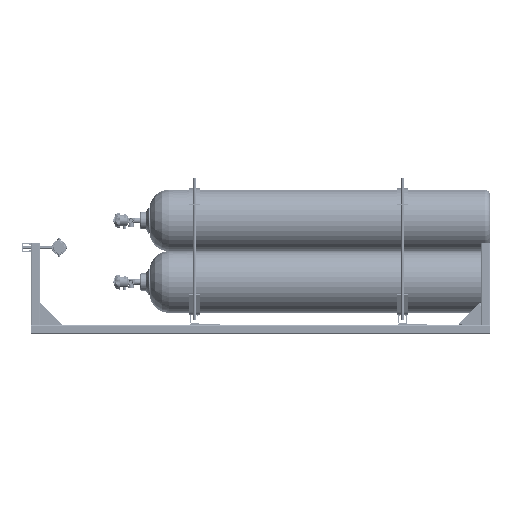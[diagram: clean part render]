
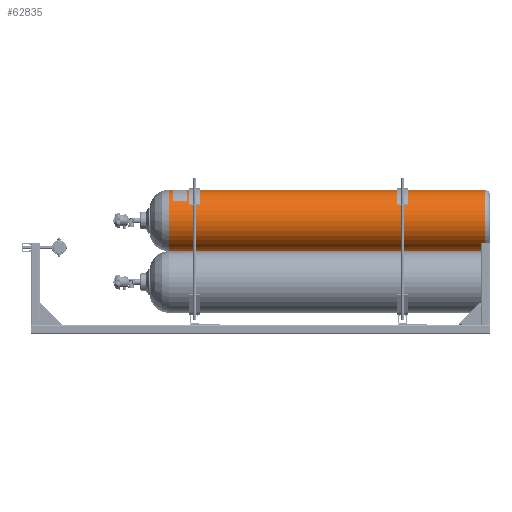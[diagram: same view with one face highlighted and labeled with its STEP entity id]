
A CAD part, left-side view. The second image highlights one B-rep face of the part: STEP entity #62835.
In plain terms, the highlighted cylindrical face has radius 142.85 mm (diameter 285.7 mm), a partial arc.
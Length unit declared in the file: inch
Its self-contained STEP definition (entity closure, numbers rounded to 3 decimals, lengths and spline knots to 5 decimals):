
#2033 = CIRCLE ( 'NONE', #81671, 5.62402 ) ;
#5681 = LINE ( 'NONE', #27264, #81026 ) ;
#7331 = VERTEX_POINT ( 'NONE', #39794 ) ;
#14711 = CARTESIAN_POINT ( 'NONE',  ( 0., -5.29832, 5.62402 ) ) ;
#20128 = VERTEX_POINT ( 'NONE', #14711 ) ;
#20153 = VERTEX_POINT ( 'NONE', #42092 ) ;
#21815 = CARTESIAN_POINT ( 'NONE',  ( 0., -5.29832, 0. ) ) ;
#26525 = AXIS2_PLACEMENT_3D ( 'NONE', #50179, #29540, #58345 ) ;
#27264 = CARTESIAN_POINT ( 'NONE',  ( 0., 0., 5.62402 ) ) ;
#27486 = EDGE_CURVE ( 'NONE', #20128, #20153, #5681, .T. ) ;
#28059 = CIRCLE ( 'NONE', #63264, 5.62402 ) ;
#28108 = CYLINDRICAL_SURFACE ( 'NONE', #26525, 5.62402 ) ;
#28677 = CARTESIAN_POINT ( 'NONE',  ( 0., 0., -5.62402 ) ) ;
#28841 = DIRECTION ( 'NONE',  ( 0., 0., -1. ) ) ;
#29540 = DIRECTION ( 'NONE',  ( 0., -1., 0. ) ) ;
#35257 = DIRECTION ( 'NONE',  ( 0., -1., 0. ) ) ;
#38703 = ORIENTED_EDGE ( 'NONE', *, *, #27486, .F. ) ;
#39794 = CARTESIAN_POINT ( 'NONE',  ( 0., -63., -5.62402 ) ) ;
#39998 = ORIENTED_EDGE ( 'NONE', *, *, #83130, .T. ) ;
#41541 = ORIENTED_EDGE ( 'NONE', *, *, #81247, .T. ) ;
#42092 = CARTESIAN_POINT ( 'NONE',  ( 0., -63., 5.62402 ) ) ;
#45399 = ORIENTED_EDGE ( 'NONE', *, *, #63216, .F. ) ;
#48384 = DIRECTION ( 'NONE',  ( 0., -1., 0. ) ) ;
#48892 = EDGE_LOOP ( 'NONE', ( #38703, #41541, #39998, #45399 ) ) ;
#50179 = CARTESIAN_POINT ( 'NONE',  ( 0., 0., 0. ) ) ;
#50434 = CARTESIAN_POINT ( 'NONE',  ( 0., -63., 0. ) ) ;
#54645 = CARTESIAN_POINT ( 'NONE',  ( 0., -5.29832, -5.62402 ) ) ;
#58345 = DIRECTION ( 'NONE',  ( 0., 0., -1. ) ) ;
#62835 = ADVANCED_FACE ( 'NONE', ( #87530 ), #28108, .T. ) ;
#63216 = EDGE_CURVE ( 'NONE', #20153, #7331, #2033, .T. ) ;
#63264 = AXIS2_PLACEMENT_3D ( 'NONE', #21815, #35257, #81238 ) ;
#68117 = VECTOR ( 'NONE', #87149, 39.37008 ) ;
#71046 = DIRECTION ( 'NONE',  ( 0., -1., 0. ) ) ;
#81026 = VECTOR ( 'NONE', #48384, 39.37008 ) ;
#81238 = DIRECTION ( 'NONE',  ( 0., 0., -1. ) ) ;
#81247 = EDGE_CURVE ( 'NONE', #20128, #94168, #28059, .T. ) ;
#81671 = AXIS2_PLACEMENT_3D ( 'NONE', #50434, #71046, #28841 ) ;
#83130 = EDGE_CURVE ( 'NONE', #94168, #7331, #93862, .T. ) ;
#87149 = DIRECTION ( 'NONE',  ( 0., -1., 0. ) ) ;
#87530 = FACE_OUTER_BOUND ( 'NONE', #48892, .T. ) ;
#93862 = LINE ( 'NONE', #28677, #68117 ) ;
#94168 = VERTEX_POINT ( 'NONE', #54645 ) ;
